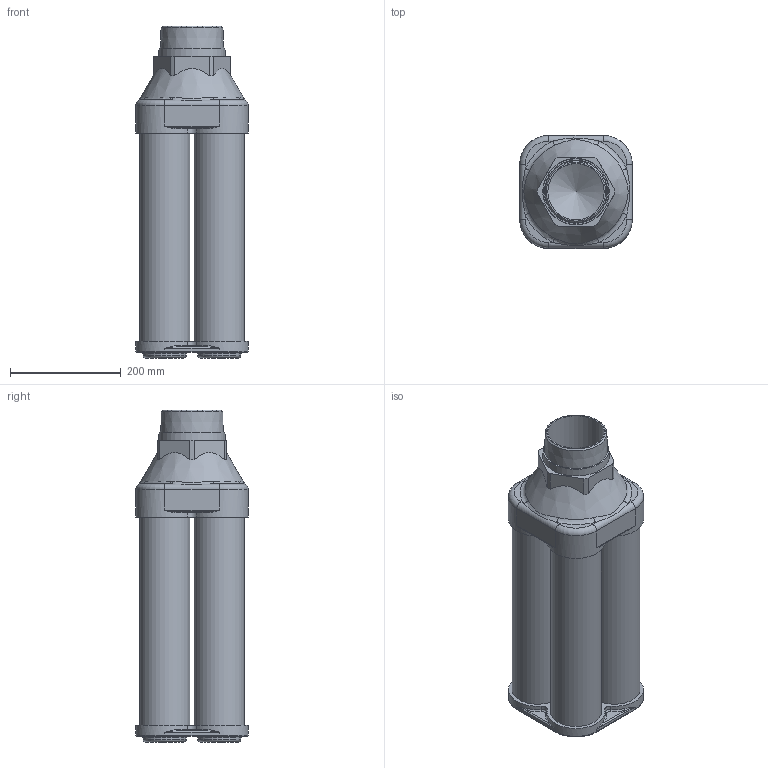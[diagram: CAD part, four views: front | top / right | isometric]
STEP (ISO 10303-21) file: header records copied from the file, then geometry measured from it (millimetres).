
FILE_DESCRIPTION(/* description */ (''),/* implementation_level */ '2;1');
FILE_NAME(/* name */ 'sdh_40.stp',/* time_stamp */ '2016-08-16T10:34:42+02:00',/* author */ ('leitheußer'),/* organization */ (''),/* preprocessor_version */ 'ST-DEVELOPER v15.6',/* originating_system */ 'Autodesk Inventor LT ',/* authorisation */ '');
FILE_SCHEMA (('AUTOMOTIVE_DESIGN { 1 0 10303 214 3 1 1 }'));
Length unit declared in the file: millimetre
Products named in the file (1): B40-0121040
Bounding box: 203.2 x 203.2 x 599.19 mm (x, y, z)
Volume: 6158994.9 mm3; surface area: 2050394 mm2
Topology: 1 solids, 9 shells, 230 faces, 502 edges, 292 vertices
Faces by surface type: cylinder 83, plane 62, torus 60, bspline 20, cone 5
Full cylindrical faces by diameter (mm): 77 x4, 78 x4, 89.5 x4, 90 x4, 91 x4, 92 x8, 101.6 x1
Entity records: 7324 total; most frequent: CARTESIAN_POINT 2422, DIRECTION 1106, ORIENTED_EDGE 884, AXIS2_PLACEMENT_3D 502, EDGE_CURVE 442, EDGE_LOOP 304, CIRCLE 291, VERTEX_POINT 290
